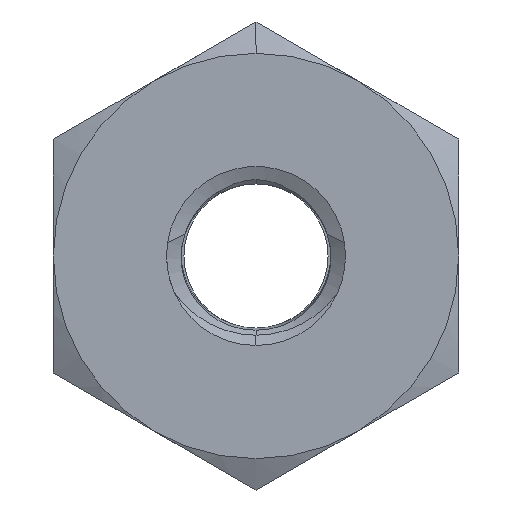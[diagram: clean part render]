
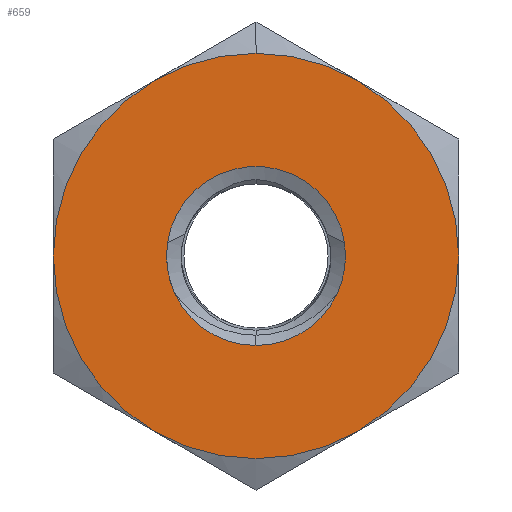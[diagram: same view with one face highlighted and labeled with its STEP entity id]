
A CAD part, front view. The second image highlights one B-rep face of the part: STEP entity #659.
In plain terms, the highlighted planar face has unit normal (0, -1, 0).
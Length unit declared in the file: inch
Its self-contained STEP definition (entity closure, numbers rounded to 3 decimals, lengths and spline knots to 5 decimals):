
#31 = CARTESIAN_POINT ( 'NONE',  ( 0., 0., -0.069 ) ) ;
#88 = CARTESIAN_POINT ( 'NONE',  ( -0.07813, 0., -0.13532 ) ) ;
#102 = EDGE_CURVE ( 'NONE', #2538, #892, #1248, .T. ) ;
#127 = EDGE_CURVE ( 'NONE', #1172, #2606, #234, .T. ) ;
#137 = CARTESIAN_POINT ( 'NONE',  ( -0.06265, 0., -0.02892 ) ) ;
#175 = CARTESIAN_POINT ( 'NONE',  ( 0.07813, 0., -0.13532 ) ) ;
#185 = AXIS2_PLACEMENT_3D ( 'NONE', #438, #1183, #1603 ) ;
#186 = CARTESIAN_POINT ( 'NONE',  ( 0.06265, 0., -0.02892 ) ) ;
#218 = CIRCLE ( 'NONE', #267, 0.15625 ) ;
#234 = CIRCLE ( 'NONE', #2772, 0.069 ) ;
#238 = AXIS2_PLACEMENT_3D ( 'NONE', #486, #1718, #1629 ) ;
#267 = AXIS2_PLACEMENT_3D ( 'NONE', #1813, #306, #1605 ) ;
#306 = DIRECTION ( 'NONE',  ( 0., -1., 0. ) ) ;
#316 = ORIENTED_EDGE ( 'NONE', *, *, #359, .F. ) ;
#359 = EDGE_CURVE ( 'NONE', #2580, #1172, #826, .T. ) ;
#371 = DIRECTION ( 'NONE',  ( 0., -1., 0. ) ) ;
#438 = CARTESIAN_POINT ( 'NONE',  ( 0., 0., 0. ) ) ;
#462 = EDGE_LOOP ( 'NONE', ( #1828, #685, #2541, #568, #316 ) ) ;
#485 = ORIENTED_EDGE ( 'NONE', *, *, #2620, .T. ) ;
#486 = CARTESIAN_POINT ( 'NONE',  ( 0., 0., 0. ) ) ;
#535 = EDGE_CURVE ( 'NONE', #744, #1119, #626, .T. ) ;
#543 = EDGE_CURVE ( 'NONE', #2606, #999, #1140, .T. ) ;
#548 = DIRECTION ( 'NONE',  ( 0., -1., 0. ) ) ;
#568 = ORIENTED_EDGE ( 'NONE', *, *, #127, .F. ) ;
#570 = CARTESIAN_POINT ( 'NONE',  ( 0., 0., 0.15625 ) ) ;
#580 = EDGE_CURVE ( 'NONE', #999, #1863, #1839, .T. ) ;
#626 = CIRCLE ( 'NONE', #238, 0.15625 ) ;
#638 = CARTESIAN_POINT ( 'NONE',  ( 0.15625, 0., 0. ) ) ;
#659 = ADVANCED_FACE ( 'NONE', ( #1722, #1216 ), #1080, .F. ) ;
#678 = DIRECTION ( 'NONE',  ( 0., -1., 0. ) ) ;
#685 = ORIENTED_EDGE ( 'NONE', *, *, #580, .F. ) ;
#744 = VERTEX_POINT ( 'NONE', #88 ) ;
#748 = EDGE_CURVE ( 'NONE', #2621, #744, #991, .T. ) ;
#761 = CARTESIAN_POINT ( 'NONE',  ( 0., 0., 0. ) ) ;
#780 = DIRECTION ( 'NONE',  ( 0., 0., -1. ) ) ;
#810 = CARTESIAN_POINT ( 'NONE',  ( 0., 0., 0. ) ) ;
#814 = AXIS2_PLACEMENT_3D ( 'NONE', #810, #1467, #780 ) ;
#826 = CIRCLE ( 'NONE', #1255, 0.069 ) ;
#833 = DIRECTION ( 'NONE',  ( 0., 0., -1. ) ) ;
#887 = EDGE_CURVE ( 'NONE', #1119, #1351, #2243, .T. ) ;
#892 = VERTEX_POINT ( 'NONE', #967 ) ;
#928 = DIRECTION ( 'NONE',  ( 0., 1., 0. ) ) ;
#959 = CIRCLE ( 'NONE', #185, 0.069 ) ;
#967 = CARTESIAN_POINT ( 'NONE',  ( -0.07813, 0., 0.13532 ) ) ;
#991 = CIRCLE ( 'NONE', #814, 0.15625 ) ;
#999 = VERTEX_POINT ( 'NONE', #31 ) ;
#1004 = DIRECTION ( 'NONE',  ( 0., -1., 0. ) ) ;
#1080 = PLANE ( 'NONE',  #2191 ) ;
#1093 = DIRECTION ( 'NONE',  ( 0., -1., 0. ) ) ;
#1119 = VERTEX_POINT ( 'NONE', #175 ) ;
#1140 = CIRCLE ( 'NONE', #2719, 0.069 ) ;
#1159 = DIRECTION ( 'NONE',  ( 0., 0., 1. ) ) ;
#1172 = VERTEX_POINT ( 'NONE', #1857 ) ;
#1183 = DIRECTION ( 'NONE',  ( 0., -1., 0. ) ) ;
#1216 = FACE_OUTER_BOUND ( 'NONE', #1557, .T. ) ;
#1248 = CIRCLE ( 'NONE', #1711, 0.15625 ) ;
#1255 = AXIS2_PLACEMENT_3D ( 'NONE', #1926, #2406, #833 ) ;
#1262 = CARTESIAN_POINT ( 'NONE',  ( 0., 0., 0. ) ) ;
#1309 = ORIENTED_EDGE ( 'NONE', *, *, #102, .T. ) ;
#1344 = DIRECTION ( 'NONE',  ( 0., -1., 0. ) ) ;
#1351 = VERTEX_POINT ( 'NONE', #638 ) ;
#1405 = CIRCLE ( 'NONE', #2641, 0.15625 ) ;
#1424 = EDGE_CURVE ( 'NONE', #1351, #1754, #1405, .T. ) ;
#1455 = DIRECTION ( 'NONE',  ( 0., -1., 0. ) ) ;
#1467 = DIRECTION ( 'NONE',  ( 0., -1., 0. ) ) ;
#1505 = DIRECTION ( 'NONE',  ( 0., 0., -1. ) ) ;
#1552 = ORIENTED_EDGE ( 'NONE', *, *, #887, .T. ) ;
#1557 = EDGE_LOOP ( 'NONE', ( #485, #1309, #2638, #1933, #2045, #1552, #2299 ) ) ;
#1578 = DIRECTION ( 'NONE',  ( 0., 0., -1. ) ) ;
#1592 = EDGE_CURVE ( 'NONE', #1863, #2580, #959, .T. ) ;
#1603 = DIRECTION ( 'NONE',  ( 0., 0., -1. ) ) ;
#1605 = DIRECTION ( 'NONE',  ( 0., 0., -1. ) ) ;
#1629 = DIRECTION ( 'NONE',  ( 0., 0., -1. ) ) ;
#1711 = AXIS2_PLACEMENT_3D ( 'NONE', #2161, #1455, #1505 ) ;
#1718 = DIRECTION ( 'NONE',  ( 0., -1., 0. ) ) ;
#1722 = FACE_BOUND ( 'NONE', #462, .T. ) ;
#1754 = VERTEX_POINT ( 'NONE', #2200 ) ;
#1813 = CARTESIAN_POINT ( 'NONE',  ( 0., 0., 0. ) ) ;
#1828 = ORIENTED_EDGE ( 'NONE', *, *, #1592, .F. ) ;
#1839 = CIRCLE ( 'NONE', #2155, 0.069 ) ;
#1857 = CARTESIAN_POINT ( 'NONE',  ( -0.06823, 0., 0.01031 ) ) ;
#1863 = VERTEX_POINT ( 'NONE', #186 ) ;
#1926 = CARTESIAN_POINT ( 'NONE',  ( 0., 0., 0. ) ) ;
#1933 = ORIENTED_EDGE ( 'NONE', *, *, #748, .T. ) ;
#1969 = CARTESIAN_POINT ( 'NONE',  ( 0., 0., 0. ) ) ;
#2017 = CARTESIAN_POINT ( 'NONE',  ( -0.15625, 0., 0. ) ) ;
#2045 = ORIENTED_EDGE ( 'NONE', *, *, #535, .T. ) ;
#2100 = CARTESIAN_POINT ( 'NONE',  ( 0., 0., 0. ) ) ;
#2101 = CARTESIAN_POINT ( 'NONE',  ( 0., 0., -0.18042 ) ) ;
#2105 = DIRECTION ( 'NONE',  ( 0., 0., -1. ) ) ;
#2129 = DIRECTION ( 'NONE',  ( 0., 0., -1. ) ) ;
#2155 = AXIS2_PLACEMENT_3D ( 'NONE', #2678, #548, #2446 ) ;
#2161 = CARTESIAN_POINT ( 'NONE',  ( 0., 0., 0. ) ) ;
#2182 = DIRECTION ( 'NONE',  ( 0., 0., -1. ) ) ;
#2191 = AXIS2_PLACEMENT_3D ( 'NONE', #2101, #928, #1159 ) ;
#2200 = CARTESIAN_POINT ( 'NONE',  ( 0.07812, 0., 0.13532 ) ) ;
#2243 = CIRCLE ( 'NONE', #2557, 0.15625 ) ;
#2299 = ORIENTED_EDGE ( 'NONE', *, *, #1424, .T. ) ;
#2315 = EDGE_CURVE ( 'NONE', #892, #2621, #2511, .T. ) ;
#2329 = DIRECTION ( 'NONE',  ( 0., 0., -1. ) ) ;
#2406 = DIRECTION ( 'NONE',  ( 0., -1., 0. ) ) ;
#2446 = DIRECTION ( 'NONE',  ( 0., 0., -1. ) ) ;
#2462 = CARTESIAN_POINT ( 'NONE',  ( 0.06823, 0., 0.01031 ) ) ;
#2491 = CARTESIAN_POINT ( 'NONE',  ( 0., 0., 0. ) ) ;
#2511 = CIRCLE ( 'NONE', #2618, 0.15625 ) ;
#2538 = VERTEX_POINT ( 'NONE', #570 ) ;
#2541 = ORIENTED_EDGE ( 'NONE', *, *, #543, .F. ) ;
#2557 = AXIS2_PLACEMENT_3D ( 'NONE', #2491, #371, #2105 ) ;
#2580 = VERTEX_POINT ( 'NONE', #2462 ) ;
#2606 = VERTEX_POINT ( 'NONE', #137 ) ;
#2618 = AXIS2_PLACEMENT_3D ( 'NONE', #1969, #678, #2182 ) ;
#2620 = EDGE_CURVE ( 'NONE', #1754, #2538, #218, .T. ) ;
#2621 = VERTEX_POINT ( 'NONE', #2017 ) ;
#2638 = ORIENTED_EDGE ( 'NONE', *, *, #2315, .T. ) ;
#2641 = AXIS2_PLACEMENT_3D ( 'NONE', #2100, #1093, #2129 ) ;
#2678 = CARTESIAN_POINT ( 'NONE',  ( 0., 0., 0. ) ) ;
#2719 = AXIS2_PLACEMENT_3D ( 'NONE', #1262, #1344, #1578 ) ;
#2772 = AXIS2_PLACEMENT_3D ( 'NONE', #761, #1004, #2329 ) ;
